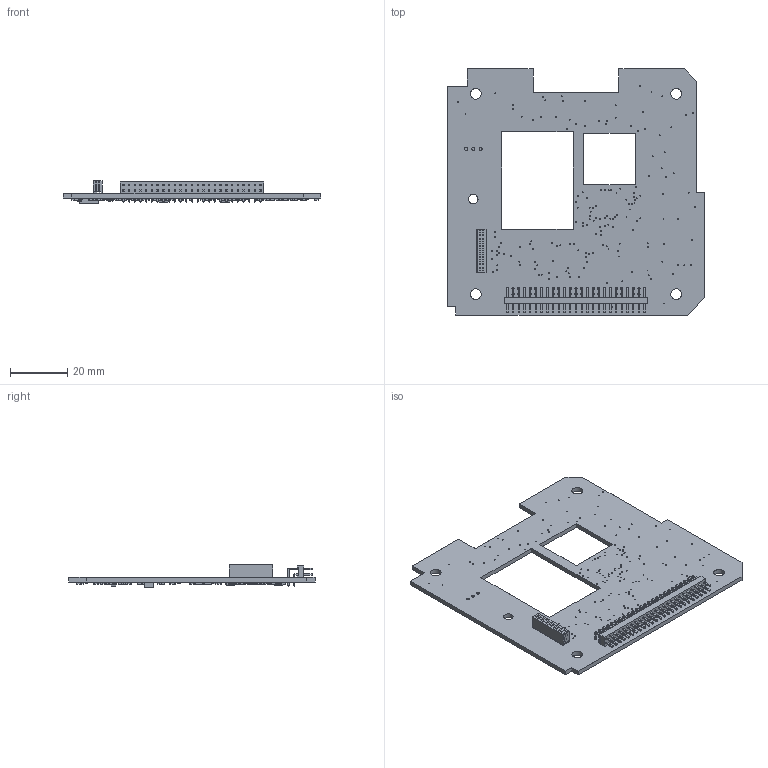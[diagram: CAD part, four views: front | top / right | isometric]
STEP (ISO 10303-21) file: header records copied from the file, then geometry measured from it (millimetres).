
FILE_DESCRIPTION(/* description */ (''),/* implementation_level */ '2;1');
FILE_NAME(/* name */ 'B4_EM_RAB v21.step',/* time_stamp */ '2021-05-20T07:28:02+09:00',/* author */ (''),/* organization */ (''),/* preprocessor_version */ 'ST-DEVELOPER v18.1',/* originating_system */ 'Autodesk Translation Framework v10.6.0.1341',/* authorisation */ '');
FILE_SCHEMA (('AUTOMOTIVE_DESIGN { 1 0 10303 214 3 1 1 }'));
Length unit declared in the file: millimetre
Products named in the file (27): B4_EM_RAB; B3_internal_board_RAB; B3_RAB 24pin; B3_50pinL; RAB_v7; PCB Component; Board; FOXSDLF-160-20; A3B-50PA-2DS(71); IRLML5203; MT25QL01GBBB8ESF-0SIT; RAB_ACCESS; MCP601OT; SQ1922EEH; 0.1uF; 10uF; DTC144EKA; LTC4361-2; SSM6K411TU; LT6106HS5PBF; LQFP-48; INA181A1IDBVR; LTC6906; 10kΩ; PIC16F1789; IRF620; AD7888ARZ
Assembly tree (121 placements, depth 4):
  B4_EM_RAB
    B3_internal_board_RAB
    B3_RAB 24pin
    B3_50pinL
    RAB_v7
      PCB Component
        Board
        FOXSDLF-160-20
        0.1uF  x21
        A3B-50PA-2DS(71)
        10uF  x7
        IRLML5203  x2
        MT25QL01GBBB8ESF-0SIT
        RAB_ACCESS
        MCP601OT  x2
        INA181A1IDBVR  x2
        SQ1922EEH
        DTC144EKA  x6
        LTC4361-2  x6
        SSM6K411TU  x6
        LT6106HS5PBF  x3
        LQFP-48
        LTC6906
        10kΩ  x49
        PIC16F1789
        IRF620
        AD7888ARZ  x2
Bounding box: 90 x 86 x 7.81 mm (x, y, z)
Volume: 20315.4 mm3; surface area: 31715.6 mm2
Topology: 119 solids, 119 shells, 4061 faces, 9233 edges, 5606 vertices
Faces by surface type: plane 2328, cylinder 1397, sphere 336
Full cylindrical faces by diameter (mm): 0.3 x43, 0.35 x124, 0.7 x50, 0.75 x50, 1.118 x6, 3.302 x2, 3.8 x8
Entity records: 58072 total; most frequent: DIRECTION 10016, CARTESIAN_POINT 9469, ORIENTED_EDGE 9120, EDGE_CURVE 4560, AXIS2_PLACEMENT_3D 3365, LINE 3286, VECTOR 3286, VERTEX_POINT 2818
